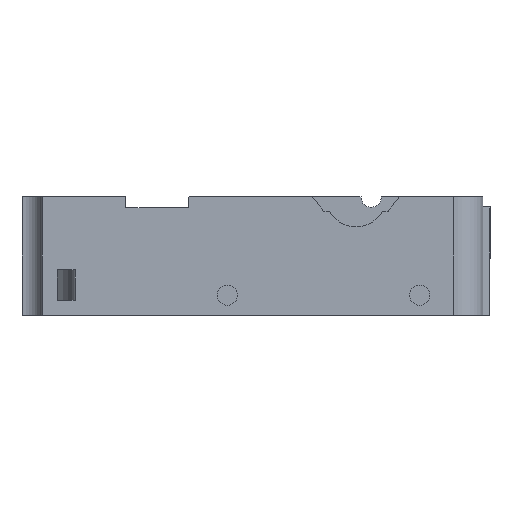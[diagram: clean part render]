
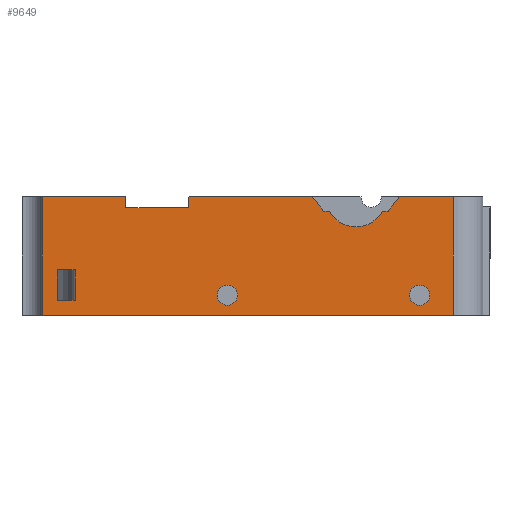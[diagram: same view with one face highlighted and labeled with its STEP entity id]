
A CAD part, front view. The second image highlights one B-rep face of the part: STEP entity #9649.
In plain terms, the highlighted planar face has unit normal (0, -1, 0).
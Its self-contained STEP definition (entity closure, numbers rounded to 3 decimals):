
#397=FACE_BOUND('',#3578,.T.);
#398=FACE_BOUND('',#3579,.T.);
#399=FACE_BOUND('',#3580,.T.);
#438=LINE('',#12390,#1536);
#723=LINE('',#13285,#1821);
#748=LINE('',#13349,#1846);
#749=LINE('',#13354,#1847);
#750=LINE('',#13357,#1848);
#751=LINE('',#13359,#1849);
#1260=LINE('',#14419,#2358);
#1263=LINE('',#14425,#2361);
#1266=LINE('',#14431,#2364);
#1268=LINE('',#14434,#2366);
#1432=LINE('',#18400,#2530);
#1436=LINE('',#18409,#2534);
#1440=LINE('',#18417,#2538);
#1443=LINE('',#18423,#2541);
#1446=LINE('',#18432,#2544);
#1447=LINE('',#18433,#2545);
#1448=LINE('',#18434,#2546);
#1536=VECTOR('',#10282,10.);
#1821=VECTOR('',#10641,10.);
#1846=VECTOR('',#10690,10.);
#1847=VECTOR('',#10695,10.);
#1848=VECTOR('',#10700,10.);
#1849=VECTOR('',#10703,10.);
#2358=VECTOR('',#11730,10.);
#2361=VECTOR('',#11735,10.);
#2364=VECTOR('',#11740,10.);
#2366=VECTOR('',#11744,10.);
#2530=VECTOR('',#12092,10.);
#2534=VECTOR('',#12098,10.);
#2538=VECTOR('',#12104,10.);
#2541=VECTOR('',#12109,10.);
#2544=VECTOR('',#12120,10.);
#2545=VECTOR('',#12121,10.);
#2546=VECTOR('',#12122,10.);
#3038=FACE_OUTER_BOUND('',#3577,.T.);
#3577=EDGE_LOOP('',(#8544,#8545,#8546,#8547,#8548,#8549,#8550,#8551,#8552,
#8553,#8554,#8555,#8556,#8557));
#3578=EDGE_LOOP('',(#8558));
#3579=EDGE_LOOP('',(#8559));
#3580=EDGE_LOOP('',(#8560,#8561,#8562,#8563));
#3660=CIRCLE('',#9754,1.);
#3662=CIRCLE('',#9764,1.);
#3710=CIRCLE('',#10150,3.);
#3729=VERTEX_POINT('',#12343);
#3752=VERTEX_POINT('',#12388);
#4065=VERTEX_POINT('',#13216);
#4074=VERTEX_POINT('',#13250);
#4084=VERTEX_POINT('',#13282);
#4110=VERTEX_POINT('',#13345);
#4111=VERTEX_POINT('',#13347);
#4112=VERTEX_POINT('',#13351);
#4113=VERTEX_POINT('',#13353);
#4404=VERTEX_POINT('',#14416);
#4405=VERTEX_POINT('',#14418);
#4407=VERTEX_POINT('',#14424);
#4409=VERTEX_POINT('',#14430);
#4607=VERTEX_POINT('',#18398);
#4608=VERTEX_POINT('',#18399);
#4611=VERTEX_POINT('',#18407);
#4612=VERTEX_POINT('',#18408);
#4615=VERTEX_POINT('',#18416);
#4617=VERTEX_POINT('',#18422);
#4619=VERTEX_POINT('',#18431);
#4674=EDGE_CURVE('',#3752,#3729,#438,.T.);
#4991=EDGE_CURVE('',#4065,#4065,#3660,.T.);
#5007=EDGE_CURVE('',#4074,#4074,#3662,.T.);
#5024=EDGE_CURVE('',#4084,#3729,#723,.T.);
#5056=EDGE_CURVE('',#4110,#4111,#748,.T.);
#5058=EDGE_CURVE('',#4113,#4112,#749,.T.);
#5060=EDGE_CURVE('',#4112,#4110,#750,.T.);
#5061=EDGE_CURVE('',#4111,#4113,#751,.T.);
#5587=EDGE_CURVE('',#4405,#4404,#1260,.T.);
#5590=EDGE_CURVE('',#4407,#4405,#1263,.T.);
#5593=EDGE_CURVE('',#4409,#4407,#1266,.T.);
#5595=EDGE_CURVE('',#4404,#4084,#1268,.T.);
#5955=EDGE_CURVE('',#4607,#4608,#1432,.T.);
#5959=EDGE_CURVE('',#4611,#4612,#1436,.T.);
#5963=EDGE_CURVE('',#4615,#4611,#1440,.T.);
#5966=EDGE_CURVE('',#4608,#4617,#1443,.T.);
#5970=EDGE_CURVE('',#4612,#4607,#3710,.T.);
#5971=EDGE_CURVE('',#4619,#3752,#1446,.T.);
#5972=EDGE_CURVE('',#4615,#4619,#1447,.T.);
#5973=EDGE_CURVE('',#4409,#4617,#1448,.T.);
#8544=ORIENTED_EDGE('',*,*,#5024,.T.);
#8545=ORIENTED_EDGE('',*,*,#4674,.F.);
#8546=ORIENTED_EDGE('',*,*,#5971,.F.);
#8547=ORIENTED_EDGE('',*,*,#5972,.F.);
#8548=ORIENTED_EDGE('',*,*,#5963,.T.);
#8549=ORIENTED_EDGE('',*,*,#5959,.T.);
#8550=ORIENTED_EDGE('',*,*,#5970,.T.);
#8551=ORIENTED_EDGE('',*,*,#5955,.T.);
#8552=ORIENTED_EDGE('',*,*,#5966,.T.);
#8553=ORIENTED_EDGE('',*,*,#5973,.F.);
#8554=ORIENTED_EDGE('',*,*,#5593,.T.);
#8555=ORIENTED_EDGE('',*,*,#5590,.T.);
#8556=ORIENTED_EDGE('',*,*,#5587,.T.);
#8557=ORIENTED_EDGE('',*,*,#5595,.T.);
#8558=ORIENTED_EDGE('',*,*,#4991,.T.);
#8559=ORIENTED_EDGE('',*,*,#5007,.T.);
#8560=ORIENTED_EDGE('',*,*,#5058,.T.);
#8561=ORIENTED_EDGE('',*,*,#5060,.T.);
#8562=ORIENTED_EDGE('',*,*,#5056,.T.);
#8563=ORIENTED_EDGE('',*,*,#5061,.T.);
#9168=PLANE('',#10151);
#9649=ADVANCED_FACE('',(#3038,#397,#398,#399),#9168,.T.);
#9754=AXIS2_PLACEMENT_3D('',#13218,#10573,#10574);
#9764=AXIS2_PLACEMENT_3D('',#13251,#10607,#10608);
#10150=AXIS2_PLACEMENT_3D('',#18429,#12116,#12117);
#10151=AXIS2_PLACEMENT_3D('',#18430,#12118,#12119);
#10282=DIRECTION('',(-1.,0.,0.));
#10573=DIRECTION('center_axis',(0.,1.,0.));
#10574=DIRECTION('ref_axis',(1.,0.,0.));
#10607=DIRECTION('center_axis',(0.,1.,0.));
#10608=DIRECTION('ref_axis',(1.,0.,0.));
#10641=DIRECTION('',(0.,0.,-1.));
#10690=DIRECTION('',(0.,0.,1.));
#10695=DIRECTION('',(0.,0.,-1.));
#10700=DIRECTION('',(-1.,0.,0.));
#10703=DIRECTION('',(1.,0.,0.));
#11730=DIRECTION('',(-0.052,0.,0.999));
#11735=DIRECTION('',(-1.,0.,0.));
#11740=DIRECTION('',(-0.052,0.,-0.999));
#11744=DIRECTION('',(-1.,0.,0.));
#12092=DIRECTION('',(-1.,0.,0.));
#12098=DIRECTION('',(-1.,0.,0.));
#12104=DIRECTION('',(-0.625,0.,-0.781));
#12109=DIRECTION('',(-0.625,0.,0.781));
#12116=DIRECTION('center_axis',(0.,1.,0.));
#12117=DIRECTION('ref_axis',(1.,0.,0.));
#12118=DIRECTION('center_axis',(0.,-1.,0.));
#12119=DIRECTION('ref_axis',(-1.,0.,0.));
#12120=DIRECTION('',(0.,0.,-1.));
#12121=DIRECTION('',(1.,0.,0.));
#12122=DIRECTION('',(1.,0.,0.));
#12343=CARTESIAN_POINT('',(2.936,1.265,1.57));
#12388=CARTESIAN_POINT('',(43.542,1.265,1.57));
#12390=CARTESIAN_POINT('',(2.892,1.265,1.57));
#13216=CARTESIAN_POINT('',(39.248,1.265,3.57));
#13218=CARTESIAN_POINT('Origin',(40.248,1.265,3.57));
#13250=CARTESIAN_POINT('',(20.248,1.265,3.57));
#13251=CARTESIAN_POINT('Origin',(21.248,1.265,3.57));
#13282=CARTESIAN_POINT('',(2.936,1.265,13.32));
#13285=CARTESIAN_POINT('',(2.936,1.265,1.57));
#13345=CARTESIAN_POINT('',(4.436,1.265,3.07));
#13347=CARTESIAN_POINT('',(4.436,1.265,6.07));
#13349=CARTESIAN_POINT('',(4.436,1.265,3.07));
#13351=CARTESIAN_POINT('',(6.186,1.265,3.07));
#13353=CARTESIAN_POINT('',(6.186,1.265,6.07));
#13354=CARTESIAN_POINT('',(6.186,1.265,3.07));
#13357=CARTESIAN_POINT('',(32.117,1.265,3.07));
#13359=CARTESIAN_POINT('',(32.117,1.265,6.07));
#14416=CARTESIAN_POINT('',(11.148,1.265,13.32));
#14418=CARTESIAN_POINT('',(11.205,1.265,12.22));
#14419=CARTESIAN_POINT('',(11.327,1.265,9.904));
#14424=CARTESIAN_POINT('',(17.39,1.265,12.22));
#14425=CARTESIAN_POINT('',(30.466,1.265,12.22));
#14430=CARTESIAN_POINT('',(17.448,1.265,13.32));
#14431=CARTESIAN_POINT('',(17.378,1.265,11.982));
#14434=CARTESIAN_POINT('',(2.892,1.265,13.32));
#18398=CARTESIAN_POINT('',(31.316,1.265,11.88));
#18399=CARTESIAN_POINT('',(30.768,1.265,11.88));
#18400=CARTESIAN_POINT('',(37.155,1.265,11.88));
#18407=CARTESIAN_POINT('',(37.127,1.265,11.88));
#18408=CARTESIAN_POINT('',(36.579,1.265,11.88));
#18409=CARTESIAN_POINT('',(37.155,1.265,11.88));
#18416=CARTESIAN_POINT('',(38.279,1.265,13.32));
#18417=CARTESIAN_POINT('',(38.318,1.265,13.368));
#18422=CARTESIAN_POINT('',(29.616,1.265,13.32));
#18423=CARTESIAN_POINT('',(33.43,1.265,8.551));
#18429=CARTESIAN_POINT('Origin',(33.948,1.265,13.32));
#18430=CARTESIAN_POINT('Origin',(43.542,1.265,9.27));
#18431=CARTESIAN_POINT('',(43.542,1.265,13.32));
#18432=CARTESIAN_POINT('',(43.542,1.265,4.07));
#18433=CARTESIAN_POINT('',(6.353,1.265,13.32));
#18434=CARTESIAN_POINT('',(6.353,1.265,13.32));
